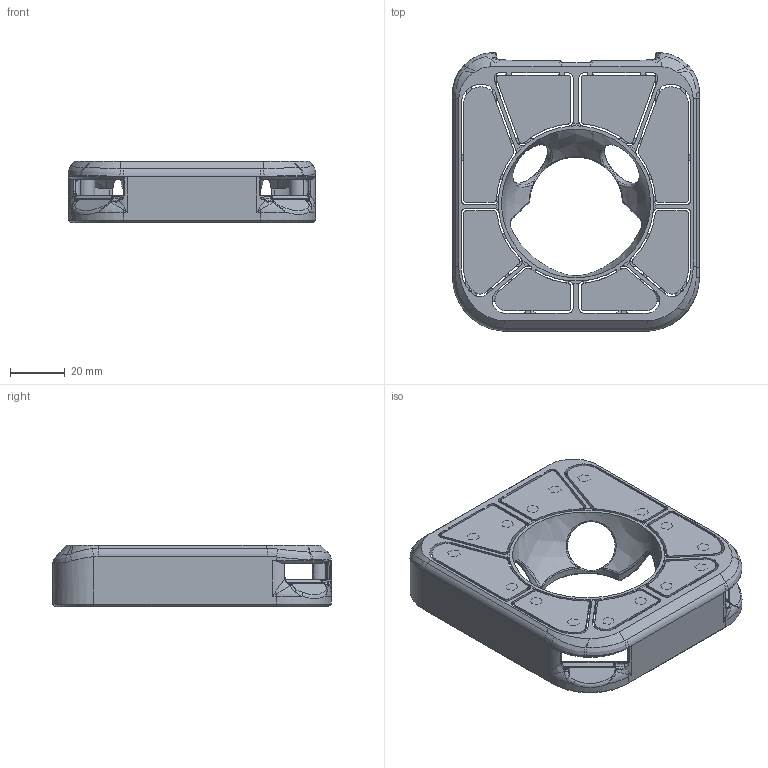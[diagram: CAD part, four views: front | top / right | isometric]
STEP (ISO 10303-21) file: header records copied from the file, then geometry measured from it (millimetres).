
FILE_DESCRIPTION(/* description */ ('STEP AP242 Edition 2','CAx-IF Rec.Pracs.---Representation and Presentation of Product Manufacturing Information (PMI)---4.0---2014-10-13','CAx-IF Rec.Pracs.---3D Tessellated Geometry---0.4---2014-09-14','2;1','CAx-IF Rec.Pracs.---User Defined Attributes---1.5---2016-08-15'),/* implementation_level */ '2;1');
FILE_NAME(/* name */ '6929e2216aed48504cf30440',/* time_stamp */ '2025-11-28T17:55:48Z',/* author */ (''),/* organization */ (''),/* preprocessor_version */ 'ST-DEVELOPER v20',/* originating_system */ 'ONSHAPE BY PTC INC, 1.207',/* authorisation */ ' ');
FILE_SCHEMA (('AP242_MANAGED_MODEL_BASED_3D_ENGINEERING_MIM_LF { 1 0 10303 442 3 1 4 }'));
Length unit declared in the file: metre
Products named in the file (1): Shell
Bounding box: 90.3 x 101.85 x 22.4 mm (x, y, z)
Volume: 27251.8 mm3; surface area: 33148.4 mm2
Topology: 1 solids, 1 shells, 1288 faces, 3526 edges, 2204 vertices
Faces by surface type: plane 595, cylinder 324, bspline 278, torus 42, cone 42, sphere 7
Full cylindrical faces by diameter (mm): 1.6 x2, 3.4 x5, 4 x2, 4.2 x2, 5 x2, 6 x2
Entity records: 44184 total; most frequent: CARTESIAN_POINT 13529, ORIENTED_EDGE 6916, DIRECTION 5826, EDGE_CURVE 3458, VERTEX_POINT 2188, AXIS2_PLACEMENT_3D 2097, LINE 1632, VECTOR 1632
